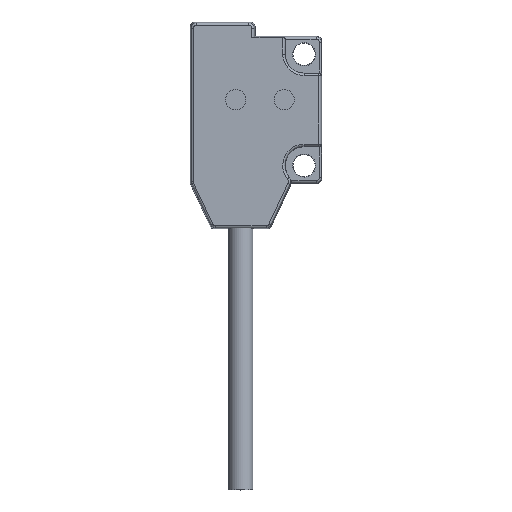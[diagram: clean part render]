
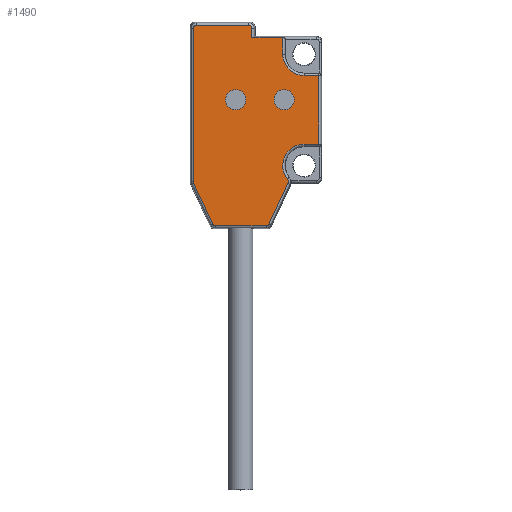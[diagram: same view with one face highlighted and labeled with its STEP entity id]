
A CAD part, top view. The second image highlights one B-rep face of the part: STEP entity #1490.
In plain terms, the highlighted planar face has unit normal (0, 0, 1).
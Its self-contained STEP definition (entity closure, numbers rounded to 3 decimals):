
#115=DIRECTION('',(-1.,0.,0.));
#116=VECTOR('',#115,2.85);
#117=CARTESIAN_POINT('',(4.135,8.385,3.5));
#118=LINE('',#117,#116);
#328=DIRECTION('',(0.,1.,0.));
#329=VECTOR('',#328,15.187);
#330=CARTESIAN_POINT('',(-4.692,-5.865,3.5));
#331=LINE('',#330,#329);
#332=CARTESIAN_POINT('',(-4.392,9.322,3.5));
#333=DIRECTION('',(0.,0.,-1.));
#334=DIRECTION('',(-1.,0.,0.));
#335=AXIS2_PLACEMENT_3D('',#332,#333,#334);
#337=DIRECTION('',(1.,0.,0.));
#338=VECTOR('',#337,5.184);
#339=CARTESIAN_POINT('',(-4.392,9.622,3.5));
#340=LINE('',#339,#338);
#341=CARTESIAN_POINT('',(0.792,9.322,3.5));
#342=DIRECTION('',(0.,0.,-1.));
#343=DIRECTION('',(0.,1.,0.));
#344=AXIS2_PLACEMENT_3D('',#341,#342,#343);
#346=DIRECTION('',(1.,0.,0.));
#347=VECTOR('',#346,0.193);
#348=CARTESIAN_POINT('',(1.092,8.385,3.5));
#349=LINE('',#348,#347);
#350=CARTESIAN_POINT('',(4.135,8.385,3.5));
#351=CARTESIAN_POINT('',(4.137,8.385,3.5));
#352=CARTESIAN_POINT('',(4.139,8.385,3.5));
#353=CARTESIAN_POINT('',(4.142,8.385,3.5));
#355=CARTESIAN_POINT('',(6.25,6.75,3.5));
#356=DIRECTION('',(0.,0.,1.));
#357=DIRECTION('',(-1.,0.,0.));
#358=AXIS2_PLACEMENT_3D('',#355,#356,#357);
#360=CARTESIAN_POINT('',(6.25,-4.25,3.5));
#361=DIRECTION('',(0.,0.,1.));
#362=DIRECTION('',(0.,1.,0.));
#363=AXIS2_PLACEMENT_3D('',#360,#361,#362);
#365=CARTESIAN_POINT('',(4.247,-5.833,3.5));
#366=DIRECTION('',(0.,0.,-1.));
#367=DIRECTION('',(0.785,0.62,0.));
#368=AXIS2_PLACEMENT_3D('',#365,#366,#367);
#370=DIRECTION('',(-0.423,-0.906,0.));
#371=VECTOR('',#370,4.411);
#372=CARTESIAN_POINT('',(4.65,-6.021,3.5));
#373=LINE('',#372,#371);
#374=CARTESIAN_POINT('',(2.514,-9.892,3.5));
#375=DIRECTION('',(0.,0.,-1.));
#376=DIRECTION('',(0.906,-0.422,0.));
#377=AXIS2_PLACEMENT_3D('',#374,#375,#376);
#379=CARTESIAN_POINT('',(-2.514,-9.892,3.5));
#380=DIRECTION('',(0.,0.,-1.));
#381=DIRECTION('',(0.,-1.,0.));
#382=AXIS2_PLACEMENT_3D('',#379,#380,#381);
#384=DIRECTION('',(-0.423,0.906,0.));
#385=VECTOR('',#384,4.443);
#386=CARTESIAN_POINT('',(-2.786,-10.019,3.5));
#387=LINE('',#386,#385);
#388=CARTESIAN_POINT('',(-4.392,-5.865,3.5));
#389=DIRECTION('',(0.,0.,-1.));
#390=DIRECTION('',(-0.906,-0.423,0.));
#391=AXIS2_PLACEMENT_3D('',#388,#389,#390);
#393=CARTESIAN_POINT('',(-0.52,2.25,3.5));
#394=DIRECTION('',(0.,0.,1.));
#395=DIRECTION('',(1.,0.,0.));
#396=AXIS2_PLACEMENT_3D('',#393,#394,#395);
#398=CARTESIAN_POINT('',(-0.52,2.25,3.5));
#399=DIRECTION('',(0.,0.,1.));
#400=DIRECTION('',(-1.,0.,0.));
#401=AXIS2_PLACEMENT_3D('',#398,#399,#400);
#403=CARTESIAN_POINT('',(4.28,2.25,3.5));
#404=DIRECTION('',(0.,0.,1.));
#405=DIRECTION('',(1.,0.,0.));
#406=AXIS2_PLACEMENT_3D('',#403,#404,#405);
#408=CARTESIAN_POINT('',(4.28,2.25,3.5));
#409=DIRECTION('',(0.,0.,1.));
#410=DIRECTION('',(-1.,0.,0.));
#411=AXIS2_PLACEMENT_3D('',#408,#409,#410);
#465=DIRECTION('',(0.,1.,0.));
#466=VECTOR('',#465,0.937);
#467=CARTESIAN_POINT('',(1.092,8.385,3.5));
#468=LINE('',#467,#466);
#509=DIRECTION('',(0.,1.,0.));
#510=VECTOR('',#509,1.635);
#511=CARTESIAN_POINT('',(4.142,6.75,3.5));
#512=LINE('',#511,#510);
#607=DIRECTION('',(0.,1.,0.));
#608=VECTOR('',#607,6.783);
#609=CARTESIAN_POINT('',(7.692,-2.142,3.5));
#610=LINE('',#609,#608);
#727=DIRECTION('',(1.,0.,0.));
#728=VECTOR('',#727,1.442);
#729=CARTESIAN_POINT('',(6.25,-2.142,3.5));
#730=LINE('',#729,#728);
#761=DIRECTION('',(1.,0.,0.));
#762=VECTOR('',#761,5.028);
#763=CARTESIAN_POINT('',(-2.514,-10.192,3.5));
#764=LINE('',#763,#762);
#792=DIRECTION('',(-1.,0.,0.));
#793=VECTOR('',#792,1.442);
#794=CARTESIAN_POINT('',(7.692,4.642,3.5));
#795=LINE('',#794,#793);
#948=CARTESIAN_POINT('',(4.135,8.385,3.5));
#949=VERTEX_POINT('',#948);
#950=CARTESIAN_POINT('',(1.285,8.385,3.5));
#951=VERTEX_POINT('',#950);
#990=CARTESIAN_POINT('',(-4.664,-5.992,3.5));
#991=CARTESIAN_POINT('',(-4.692,-5.865,3.5));
#992=VERTEX_POINT('',#990);
#993=VERTEX_POINT('',#991);
#994=CARTESIAN_POINT('',(-4.692,9.322,3.5));
#995=VERTEX_POINT('',#994);
#996=CARTESIAN_POINT('',(-4.392,9.622,3.5));
#997=VERTEX_POINT('',#996);
#998=CARTESIAN_POINT('',(0.792,9.622,3.5));
#999=VERTEX_POINT('',#998);
#1000=CARTESIAN_POINT('',(1.092,9.322,3.5));
#1001=VERTEX_POINT('',#1000);
#1002=CARTESIAN_POINT('',(1.092,8.385,3.5));
#1003=VERTEX_POINT('',#1002);
#1004=VERTEX_POINT('',#353);
#1005=CARTESIAN_POINT('',(4.142,6.75,3.5));
#1006=VERTEX_POINT('',#1005);
#1007=CARTESIAN_POINT('',(6.25,4.642,3.5));
#1008=VERTEX_POINT('',#1007);
#1009=CARTESIAN_POINT('',(7.692,4.642,3.5));
#1010=VERTEX_POINT('',#1009);
#1011=CARTESIAN_POINT('',(7.692,-2.142,3.5));
#1012=VERTEX_POINT('',#1011);
#1013=CARTESIAN_POINT('',(6.25,-2.142,3.5));
#1014=VERTEX_POINT('',#1013);
#1015=CARTESIAN_POINT('',(4.596,-5.557,3.5));
#1016=VERTEX_POINT('',#1015);
#1017=CARTESIAN_POINT('',(4.65,-6.021,3.5));
#1018=VERTEX_POINT('',#1017);
#1019=CARTESIAN_POINT('',(2.786,-10.019,3.5));
#1020=VERTEX_POINT('',#1019);
#1021=CARTESIAN_POINT('',(2.514,-10.192,3.5));
#1022=VERTEX_POINT('',#1021);
#1023=CARTESIAN_POINT('',(-2.514,-10.192,
3.5));
#1024=VERTEX_POINT('',#1023);
#1025=CARTESIAN_POINT('',(-2.786,-10.019,
3.5));
#1026=VERTEX_POINT('',#1025);
#1097=CARTESIAN_POINT('',(0.48,2.25,3.5));
#1098=CARTESIAN_POINT('',(-1.52,2.25,3.5));
#1099=VERTEX_POINT('',#1097);
#1100=VERTEX_POINT('',#1098);
#1101=CARTESIAN_POINT('',(5.28,2.25,3.5));
#1102=CARTESIAN_POINT('',(3.28,2.25,3.5));
#1103=VERTEX_POINT('',#1101);
#1104=VERTEX_POINT('',#1102);
#1431=CARTESIAN_POINT('',(0.,0.,3.5));
#1432=DIRECTION('',(0.,0.,1.));
#1433=DIRECTION('',(1.,0.,0.));
#1434=AXIS2_PLACEMENT_3D('',#1431,#1432,#1433);
#1435=PLANE('',#1434);
#1437=ORIENTED_EDGE('',*,*,#1436,.T.);
#1439=ORIENTED_EDGE('',*,*,#1438,.T.);
#1441=ORIENTED_EDGE('',*,*,#1440,.T.);
#1443=ORIENTED_EDGE('',*,*,#1442,.T.);
#1445=ORIENTED_EDGE('',*,*,#1444,.F.);
#1447=ORIENTED_EDGE('',*,*,#1446,.T.);
#1448=ORIENTED_EDGE('',*,*,#1241,.F.);
#1450=ORIENTED_EDGE('',*,*,#1449,.T.);
#1452=ORIENTED_EDGE('',*,*,#1451,.F.);
#1454=ORIENTED_EDGE('',*,*,#1453,.T.);
#1456=ORIENTED_EDGE('',*,*,#1455,.F.);
#1458=ORIENTED_EDGE('',*,*,#1457,.F.);
#1460=ORIENTED_EDGE('',*,*,#1459,.F.);
#1462=ORIENTED_EDGE('',*,*,#1461,.T.);
#1464=ORIENTED_EDGE('',*,*,#1463,.T.);
#1466=ORIENTED_EDGE('',*,*,#1465,.T.);
#1468=ORIENTED_EDGE('',*,*,#1467,.T.);
#1470=ORIENTED_EDGE('',*,*,#1469,.F.);
#1472=ORIENTED_EDGE('',*,*,#1471,.T.);
#1474=ORIENTED_EDGE('',*,*,#1473,.T.);
#1475=ORIENTED_EDGE('',*,*,#1420,.T.);
#1476=EDGE_LOOP('',(#1437,#1439,#1441,#1443,#1445,#1447,#1448,#1450,#1452,#1454,
#1456,#1458,#1460,#1462,#1464,#1466,#1468,#1470,#1472,#1474,#1475));
#1477=FACE_OUTER_BOUND('',#1476,.F.);
#1479=ORIENTED_EDGE('',*,*,#1478,.T.);
#1481=ORIENTED_EDGE('',*,*,#1480,.T.);
#1482=EDGE_LOOP('',(#1479,#1481));
#1483=FACE_BOUND('',#1482,.F.);
#1485=ORIENTED_EDGE('',*,*,#1484,.T.);
#1487=ORIENTED_EDGE('',*,*,#1486,.T.);
#1488=EDGE_LOOP('',(#1485,#1487));
#1489=FACE_BOUND('',#1488,.F.);
#1490=ADVANCED_FACE('',(#1477,#1483,#1489),#1435,.T.);
#336=CIRCLE('',#335,0.3);
#345=CIRCLE('',#344,0.3);
#354=B_SPLINE_CURVE_WITH_KNOTS('',3,(#350,#351,#352,#353),.UNSPECIFIED.,.F.,.F.,
(4,4),(0.,1.),.UNSPECIFIED.);
#359=CIRCLE('',#358,2.108);
#364=CIRCLE('',#363,2.108);
#369=CIRCLE('',#368,0.445);
#378=CIRCLE('',#377,0.3);
#383=CIRCLE('',#382,0.3);
#392=CIRCLE('',#391,0.3);
#397=CIRCLE('',#396,1.);
#402=CIRCLE('',#401,1.);
#407=CIRCLE('',#406,1.);
#412=CIRCLE('',#411,1.);
#1241=EDGE_CURVE('',#949,#951,#118,.T.);
#1420=EDGE_CURVE('',#992,#993,#392,.T.);
#1436=EDGE_CURVE('',#993,#995,#331,.T.);
#1438=EDGE_CURVE('',#995,#997,#336,.T.);
#1440=EDGE_CURVE('',#997,#999,#340,.T.);
#1442=EDGE_CURVE('',#999,#1001,#345,.T.);
#1444=EDGE_CURVE('',#1003,#1001,#468,.T.);
#1446=EDGE_CURVE('',#1003,#951,#349,.T.);
#1449=EDGE_CURVE('',#949,#1004,#354,.T.);
#1451=EDGE_CURVE('',#1006,#1004,#512,.T.);
#1453=EDGE_CURVE('',#1006,#1008,#359,.T.);
#1455=EDGE_CURVE('',#1010,#1008,#795,.T.);
#1457=EDGE_CURVE('',#1012,#1010,#610,.T.);
#1459=EDGE_CURVE('',#1014,#1012,#730,.T.);
#1461=EDGE_CURVE('',#1014,#1016,#364,.T.);
#1463=EDGE_CURVE('',#1016,#1018,#369,.T.);
#1465=EDGE_CURVE('',#1018,#1020,#373,.T.);
#1467=EDGE_CURVE('',#1020,#1022,#378,.T.);
#1469=EDGE_CURVE('',#1024,#1022,#764,.T.);
#1471=EDGE_CURVE('',#1024,#1026,#383,.T.);
#1473=EDGE_CURVE('',#1026,#992,#387,.T.);
#1478=EDGE_CURVE('',#1099,#1100,#397,.T.);
#1480=EDGE_CURVE('',#1100,#1099,#402,.T.);
#1484=EDGE_CURVE('',#1103,#1104,#407,.T.);
#1486=EDGE_CURVE('',#1104,#1103,#412,.T.);
